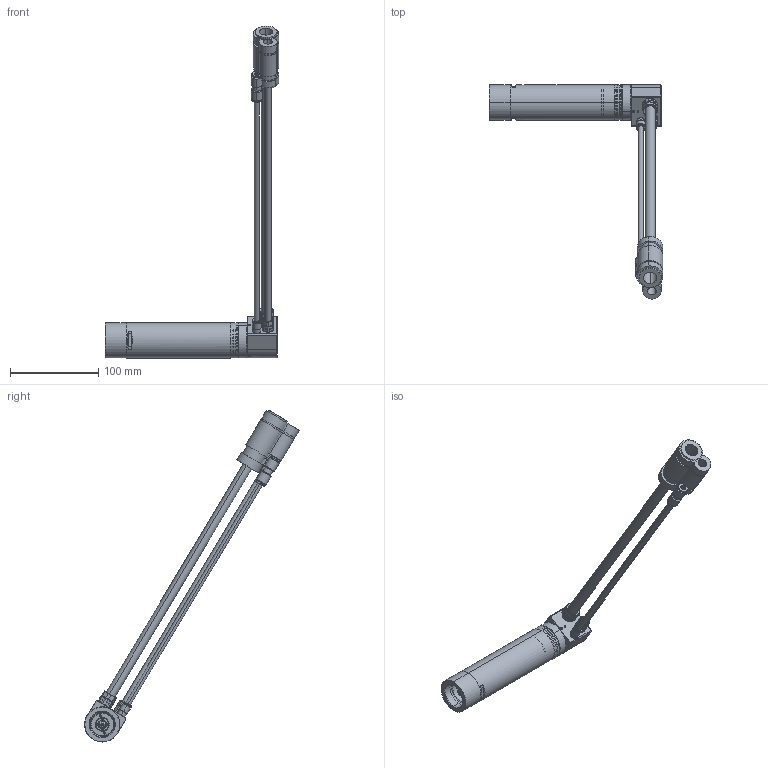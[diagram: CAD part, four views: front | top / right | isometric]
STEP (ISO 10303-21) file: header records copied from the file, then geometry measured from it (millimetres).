
FILE_DESCRIPTION (( 'STEP AP214' ), '1' );
FILE_NAME ('EM-4040A.STEP', '2014-05-06T23:56:47', ( ' ' ), ( ' ' ), 'SwSTEP 2.0', 'SolidWorks 2011', '' );
FILE_SCHEMA (( 'AUTOMOTIVE_DESIGN' ));
Length unit declared in the file: millimetre
Products named in the file (57): D0800600600; D0911406003---(ﾎｰｽ); DR221012522; D0800420650; D0414150025（平行ピン）; E328--251---(ﾌﾞｯｼｭ); E1089058-000(滌巍ASSY2); D0311330080(慻崬傒2); E1089--066---(喊霓慻晅偗4乯; R04-PN8M; ORF-0.2SQX4P(SB)(2517); E1089--056---(喊霓慻晅2乯; DP300V5#14; NJW245PM13; 0311-090100(組み込み); E328--237---(ﾜｯｼｬｰ2); E328--236---(組み込みﾌﾞｯｼｭ2); 0311-120100(組み込み); E328--239---(ﾜｯｼｬｰ); E328--232---(組み込みﾌﾞｯｼｭ); E328--235---(ﾅｯﾄ2); E328--234---(ﾆｯﾌﾟﾙ2); E328--230---(ﾅｯﾄ); E328--231---(ﾆｯﾌﾟﾙ); E1089091-000(基板ﾞ完成品2); E113--048A--(E1089ﾎｰﾙICﾌｫｰﾐﾝｸﾞ); E1089093-000(基板組立）; TRR03EZPJ562; C1608JB1H223K; TRR03EZPJ222; E1089124-000(基板); E1089227-000(蕨紕B); E1089226-000(蕨紕A); E1089213-000(ﾌﾟﾗｸﾞﾏｳﾝﾄ); E1089170-000(剌皋偹偠C); E1089215-000(蕨紕憚愖); 影缿g棫; k736-136; E1089171-000(剌皋偹偠D); E1089118-000(姿挢萁偹偠) ...
Assembly tree (69 placements, depth 5):
  EM-4040A
    D0414150025（平行ピン）
    E1089058-000(滌巍ASSY2)
      E1089215-000(蕨紕憚愖)
      E1089170-000(剌皋偹偠C)
      E328--231---(ﾆｯﾌﾟﾙ)
      E328--230---(ﾅｯﾄ)
      E328--234---(ﾆｯﾌﾟﾙ2)
      E328--235---(ﾅｯﾄ2)
      E328--232---(組み込みﾌﾞｯｼｭ)
      E328--239---(ﾜｯｼｬｰ)
      0311-120100(組み込み)
      E328--236---(組み込みﾌﾞｯｼｭ2)
      E328--237---(ﾜｯｼｬｰ2)
      0311-090100(組み込み)
      E1089--056---(喊霓慻晅2乯
        NJW245PM13
        DP300V5#14
      D0311330080(慻崬傒2)
      E1089091-000(基板ﾞ完成品2)
        E1089226-000(蕨紕A)  x4
        E1089213-000(ﾌﾟﾗｸﾞﾏｳﾝﾄ)
        E1089227-000(蕨紕B)  x2
        E113--048A--(E1089ﾎｰﾙICﾌｫｰﾐﾝｸﾞ)  x3
        E1089093-000(基板組立）
          TRR03EZPJ222  x3
          E1089124-000(基板)
          C1608JB1H223K  x3
          TRR03EZPJ562
      E1089--066---(喊霓慻晅偗4乯
        ORF-0.2SQX4P(SB)(2517)
        R04-PN8M
    影缿g棫
      E1089118-000(姿挢萁偹偠)
      E1089171-000(剌皋偹偠D)
      k736-136
      拱綂異瑫i
        E1089160-000(ｹｰｽ)
        0414-150035
        E328--169---(ｺｱｹｰｽ)
        E1089167-000(剌皋偹偠A)
      E1089026-000(郯缞異瑫i)
        E1089027-000(郯缿g棫)
          E1089161-000(軸)
          E328--163---(匯蚊)
          E328--248---(牉瘏紕)_Default
          E328--248---(牉瘏紕)_Default
          E1089162-000(匯蚪)
          E328--225---(牉瘏紕催獉)
          E1089165-000(匯蚓)
          E328--148---(ｾﾝｻﾏｸﾞﾈｯﾄ加工品）
          E328--166---(匯蚤)
    E328--251---(ﾌﾞｯｼｭ)
    0414-150035
    D0800420650
    DR221012522  x3
    D0911406003---(ﾎｰｽ)
    D0800600600
Bounding box: 197.28 x 243.76 x 376.93 mm (x, y, z)
Volume: 222013.1 mm3; surface area: 164405.2 mm2
Topology: 60 solids, 60 shells, 2062 faces, 4841 edges, 3053 vertices
Faces by surface type: cylinder 866, plane 796, cone 331, torus 61, bspline 4, sphere 4
Entity records: 62029 total; most frequent: CARTESIAN_POINT 10684, DIRECTION 10024, ORIENTED_EDGE 8684, EDGE_CURVE 4342, AXIS2_PLACEMENT_3D 3999, VERTEX_POINT 2769, EDGE_LOOP 2183, CIRCLE 2077
